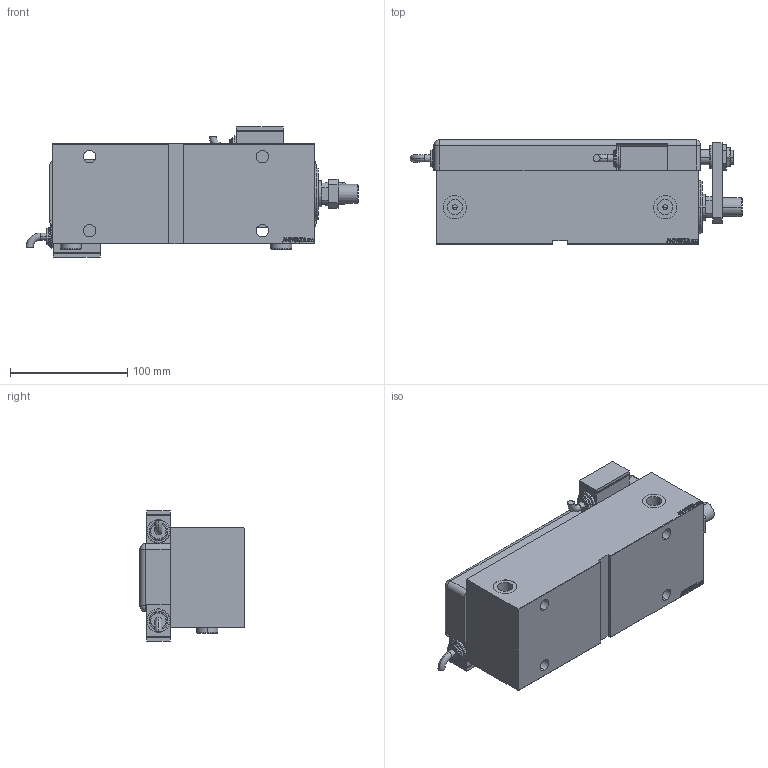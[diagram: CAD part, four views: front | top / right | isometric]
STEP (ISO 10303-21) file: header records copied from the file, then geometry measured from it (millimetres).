
FILE_DESCRIPTION (( 'STEP AP203' ), '1' );
FILE_NAME ('5d99.STEP', '2025-12-11T10:32:44', ( '' ), ( '' ), 'SwSTEP 2.0', 'SolidWorks 2019', '' );
FILE_SCHEMA (( 'CONFIG_CONTROL_DESIGN' ));
Length unit declared in the file: millimetre
Products named in the file (15): V450CM_E_Body 8aaf58854cfb74c675330676f186eb79; TYC 8aaf58854cfb74c675330676f186eb79; NUT_D19 8aaf58854cfb74c675330676f186eb79; V450CM_VC_B 8aaf58854cfb74c675330676f186eb79; 5d99; V450CM_E_VCP 8aaf58854cfb74c675330676f186eb79; SWITCH_Q_FRONT_BACK 8aaf58854cfb74c675330676f186eb79; SWITCH DIM A_G 8aaf58854cfb74c675330676f186eb79; KRYT 8aaf58854cfb74c675330676f186eb79; SWITCH Q 8aaf58854cfb74c675330676f186eb79; ZARAZKA_Q 8aaf58854cfb74c675330676f186eb79; Zatka_OIL_PORT 8aaf58854cfb74c675330676f186eb79; NUT_D13 8aaf58854cfb74c675330676f186eb79; V450CM_MALE_METRIC 8aaf58854cfb74c675330676f186eb79; MAGNETIC SWITCH Q 8aaf58854cfb74c675330676f186eb79
Assembly tree (16 placements, depth 3):
  5d99
    V450CM_E_Body 8aaf58854cfb74c675330676f186eb79
    V450CM_E_VCP 8aaf58854cfb74c675330676f186eb79
    V450CM_VC_B 8aaf58854cfb74c675330676f186eb79
    V450CM_MALE_METRIC 8aaf58854cfb74c675330676f186eb79
    MAGNETIC SWITCH Q 8aaf58854cfb74c675330676f186eb79
      SWITCH_Q_FRONT_BACK 8aaf58854cfb74c675330676f186eb79
      TYC 8aaf58854cfb74c675330676f186eb79
      ZARAZKA_Q 8aaf58854cfb74c675330676f186eb79
      SWITCH DIM A_G 8aaf58854cfb74c675330676f186eb79
      NUT_D19 8aaf58854cfb74c675330676f186eb79
      NUT_D13 8aaf58854cfb74c675330676f186eb79
      KRYT 8aaf58854cfb74c675330676f186eb79
      SWITCH Q 8aaf58854cfb74c675330676f186eb79  x2
    Zatka_OIL_PORT 8aaf58854cfb74c675330676f186eb79  x2
Bounding box: 282.76 x 88.8 x 111 mm (x, y, z)
Volume: 1226790.4 mm3; surface area: 231351.7 mm2
Topology: 16 solids, 16 shells, 1310 faces, 3298 edges, 2171 vertices
Faces by surface type: plane 656, bspline 471, cylinder 127, cone 30, torus 24, sphere 2
Entity records: 60583 total; most frequent: CARTESIAN_POINT 31753, ORIENTED_EDGE 6320, DIRECTION 4094, EDGE_CURVE 3160, VERTEX_POINT 2087, VECTOR 1890, LINE 1890, EDGE_LOOP 1429
